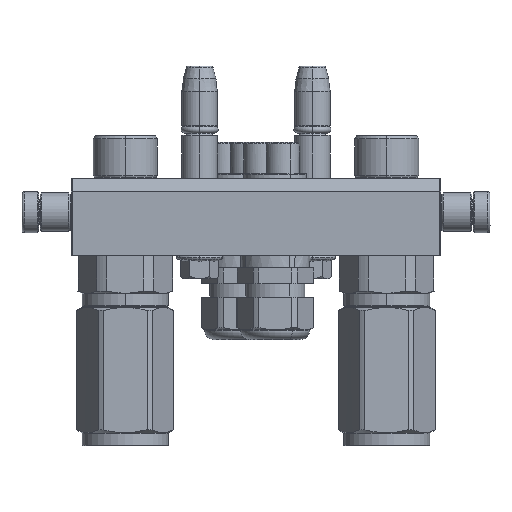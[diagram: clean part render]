
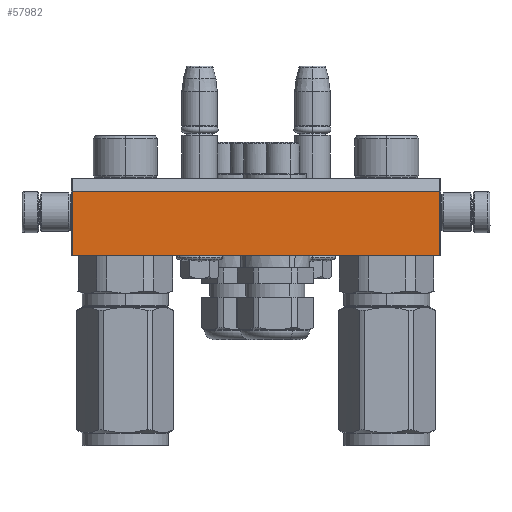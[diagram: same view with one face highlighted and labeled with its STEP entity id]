
A CAD part, left-side view. The second image highlights one B-rep face of the part: STEP entity #57982.
In plain terms, the highlighted face is planar.
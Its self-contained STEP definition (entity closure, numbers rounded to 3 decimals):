
#1531 = CARTESIAN_POINT ( 'NONE',  ( 143.5, 30., -90. ) ) ;
#3883 = CARTESIAN_POINT ( 'NONE',  ( 144., 0., -90. ) ) ;
#4275 = VERTEX_POINT ( 'NONE', #10659 ) ;
#4853 = CARTESIAN_POINT ( 'NONE',  ( 0.5, 5., -90. ) ) ;
#9738 = LINE ( 'NONE', #4853, #76955 ) ;
#10659 = CARTESIAN_POINT ( 'NONE',  ( 0.5, 5., -90. ) ) ;
#11388 = DIRECTION ( 'NONE',  ( 0., 1., 0. ) ) ;
#19850 = ORIENTED_EDGE ( 'NONE', *, *, #72838, .F. ) ;
#25095 = LINE ( 'NONE', #26180, #57768 ) ;
#26053 = VERTEX_POINT ( 'NONE', #1531 ) ;
#26180 = CARTESIAN_POINT ( 'NONE',  ( 143.5, 30., -90. ) ) ;
#27547 = LINE ( 'NONE', #40565, #75402 ) ;
#30661 = EDGE_LOOP ( 'NONE', ( #19850, #70208, #63865, #52580 ) ) ;
#31048 = VECTOR ( 'NONE', #82435, 1000. ) ;
#31390 = EDGE_CURVE ( 'NONE', #82152, #26053, #41240, .T. ) ;
#40565 = CARTESIAN_POINT ( 'NONE',  ( 143.5, 5., -90. ) ) ;
#41240 = LINE ( 'NONE', #82171, #31048 ) ;
#42927 = PLANE ( 'NONE',  #46519 ) ;
#46141 = DIRECTION ( 'NONE',  ( -1., 0., 0. ) ) ;
#46519 = AXIS2_PLACEMENT_3D ( 'NONE', #3883, #63183, #50343 ) ;
#48105 = EDGE_CURVE ( 'NONE', #82152, #4275, #27547, .T. ) ;
#50343 = DIRECTION ( 'NONE',  ( -1., 0., 0. ) ) ;
#52580 = ORIENTED_EDGE ( 'NONE', *, *, #72483, .T. ) ;
#52817 = DIRECTION ( 'NONE',  ( -1., 0., 0. ) ) ;
#54597 = VERTEX_POINT ( 'NONE', #71547 ) ;
#57768 = VECTOR ( 'NONE', #46141, 1000. ) ;
#57982 = ADVANCED_FACE ( 'NONE', ( #73121 ), #42927, .T. ) ;
#63183 = DIRECTION ( 'NONE',  ( 0., 0., -1. ) ) ;
#63865 = ORIENTED_EDGE ( 'NONE', *, *, #48105, .T. ) ;
#70208 = ORIENTED_EDGE ( 'NONE', *, *, #31390, .F. ) ;
#70356 = CARTESIAN_POINT ( 'NONE',  ( 143.5, 5., -90. ) ) ;
#71547 = CARTESIAN_POINT ( 'NONE',  ( 0.5, 30., -90. ) ) ;
#72483 = EDGE_CURVE ( 'NONE', #4275, #54597, #9738, .T. ) ;
#72838 = EDGE_CURVE ( 'NONE', #26053, #54597, #25095, .T. ) ;
#73121 = FACE_OUTER_BOUND ( 'NONE', #30661, .T. ) ;
#75402 = VECTOR ( 'NONE', #52817, 1000. ) ;
#76955 = VECTOR ( 'NONE', #11388, 1000. ) ;
#82152 = VERTEX_POINT ( 'NONE', #70356 ) ;
#82171 = CARTESIAN_POINT ( 'NONE',  ( 143.5, 5., -90. ) ) ;
#82435 = DIRECTION ( 'NONE',  ( 0., 1., 0. ) ) ;
